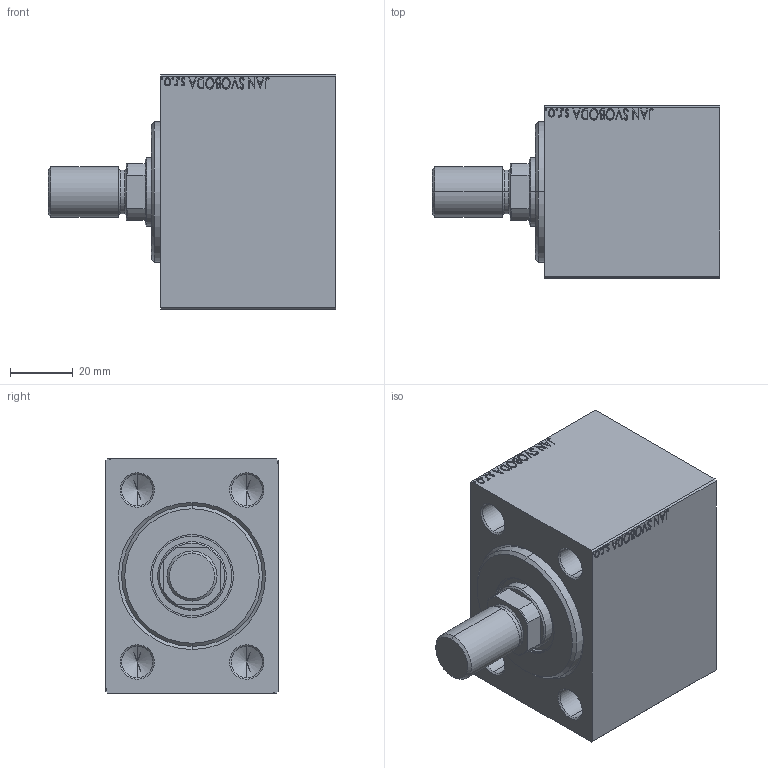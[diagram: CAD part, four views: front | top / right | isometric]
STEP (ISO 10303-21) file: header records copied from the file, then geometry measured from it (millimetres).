
FILE_DESCRIPTION (( 'STEP AP203' ), '1' );
FILE_NAME ('c196.STEP', '2021-11-02T03:19:45', ( '' ), ( '' ), 'SwSTEP 2.0', 'SolidWorks 2019', '' );
FILE_SCHEMA (( 'CONFIG_CONTROL_DESIGN' ));
Length unit declared in the file: millimetre
Products named in the file (5): V450CM_B_VCP b2d185b9bf9d5efca7a534855488c545; V450CM_B b2d185b9bf9d5efca7a534855488c545; V450CM_VC_B b2d185b9bf9d5efca7a534855488c545; V450CM_MALE_METRIC b2d185b9bf9d5efca7a534855488c545; c196
Assembly tree (4 placements, depth 2):
  c196
    V450CM_B b2d185b9bf9d5efca7a534855488c545
    V450CM_B_VCP b2d185b9bf9d5efca7a534855488c545
    V450CM_VC_B b2d185b9bf9d5efca7a534855488c545
    V450CM_MALE_METRIC b2d185b9bf9d5efca7a534855488c545
Bounding box: 92 x 55 x 75 mm (x, y, z)
Volume: 221707.5 mm3; surface area: 49487.6 mm2
Topology: 4 solids, 4 shells, 886 faces, 2265 edges, 1482 vertices
Faces by surface type: plane 402, bspline 380, cylinder 52, cone 50, torus 2
Entity records: 44603 total; most frequent: CARTESIAN_POINT 25218, ORIENTED_EDGE 4494, DIRECTION 2640, EDGE_CURVE 2247, VERTEX_POINT 1482, VECTOR 1332, LINE 1332, EDGE_LOOP 1001
